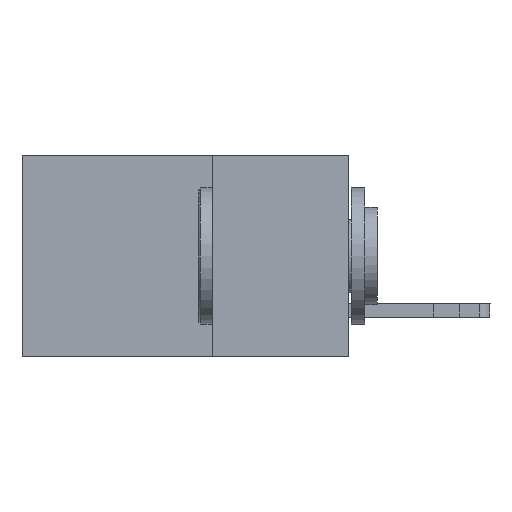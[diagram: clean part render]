
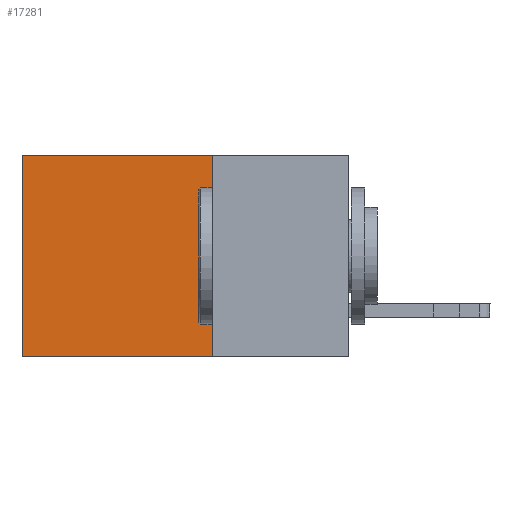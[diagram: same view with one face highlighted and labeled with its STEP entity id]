
A CAD part, left-side view. The second image highlights one B-rep face of the part: STEP entity #17281.
In plain terms, the highlighted planar face has unit normal (-1, 0, 0).
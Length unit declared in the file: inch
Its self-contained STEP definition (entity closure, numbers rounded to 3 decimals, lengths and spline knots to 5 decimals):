
#268 = CARTESIAN_POINT ( 'NONE',  ( 0.2615, 0.6, -0.37 ) ) ;
#798 = CARTESIAN_POINT ( 'NONE',  ( 0.2615, 0.6, 0. ) ) ;
#1424 = CARTESIAN_POINT ( 'NONE',  ( 0.2615, 0.6, -0.37 ) ) ;
#2611 = CARTESIAN_POINT ( 'NONE',  ( 0.2615, 0.25, -0.37 ) ) ;
#2716 = FACE_OUTER_BOUND ( 'NONE', #5300, .T. ) ;
#3150 = LINE ( 'NONE', #9653, #12145 ) ;
#3203 = LINE ( 'NONE', #268, #15593 ) ;
#3729 = CARTESIAN_POINT ( 'NONE',  ( 0.2615, 0.25, 0. ) ) ;
#4276 = EDGE_CURVE ( 'NONE', #10298, #6425, #3203, .T. ) ;
#4407 = LINE ( 'NONE', #11011, #18395 ) ;
#5300 = EDGE_LOOP ( 'NONE', ( #11759, #19602, #5517, #6532 ) ) ;
#5387 = EDGE_CURVE ( 'NONE', #16775, #11378, #4407, .T. ) ;
#5517 = ORIENTED_EDGE ( 'NONE', *, *, #5387, .F. ) ;
#6420 = EDGE_CURVE ( 'NONE', #11378, #6425, #3150, .T. ) ;
#6425 = VERTEX_POINT ( 'NONE', #1424 ) ;
#6532 = ORIENTED_EDGE ( 'NONE', *, *, #9583, .T. ) ;
#8904 = PLANE ( 'NONE',  #14836 ) ;
#9222 = DIRECTION ( 'NONE',  ( 1., 0., 0. ) ) ;
#9583 = EDGE_CURVE ( 'NONE', #16775, #10298, #12654, .T. ) ;
#9653 = CARTESIAN_POINT ( 'NONE',  ( 0.2615, 0.25, -0.37 ) ) ;
#9813 = DIRECTION ( 'NONE',  ( 0., 0., -1. ) ) ;
#10298 = VERTEX_POINT ( 'NONE', #798 ) ;
#11011 = CARTESIAN_POINT ( 'NONE',  ( 0.2615, 0.25, -0.37 ) ) ;
#11100 = CARTESIAN_POINT ( 'NONE',  ( 0.2615, 0.25, -0.37 ) ) ;
#11352 = CARTESIAN_POINT ( 'NONE',  ( 0.2615, 0.25, 0. ) ) ;
#11378 = VERTEX_POINT ( 'NONE', #11100 ) ;
#11759 = ORIENTED_EDGE ( 'NONE', *, *, #4276, .T. ) ;
#12145 = VECTOR ( 'NONE', #16515, 39.37008 ) ;
#12654 = LINE ( 'NONE', #11352, #19155 ) ;
#14836 = AXIS2_PLACEMENT_3D ( 'NONE', #2611, #9222, #15861 ) ;
#15593 = VECTOR ( 'NONE', #9813, 39.37008 ) ;
#15861 = DIRECTION ( 'NONE',  ( 0., 0., -1. ) ) ;
#16515 = DIRECTION ( 'NONE',  ( 0., 1., 0. ) ) ;
#16775 = VERTEX_POINT ( 'NONE', #3729 ) ;
#17281 = ADVANCED_FACE ( 'NONE', ( #2716 ), #8904, .F. ) ;
#17651 = DIRECTION ( 'NONE',  ( 0., 0., -1. ) ) ;
#18395 = VECTOR ( 'NONE', #17651, 39.37008 ) ;
#19155 = VECTOR ( 'NONE', #20810, 39.37008 ) ;
#19602 = ORIENTED_EDGE ( 'NONE', *, *, #6420, .F. ) ;
#20810 = DIRECTION ( 'NONE',  ( 0., 1., 0. ) ) ;
